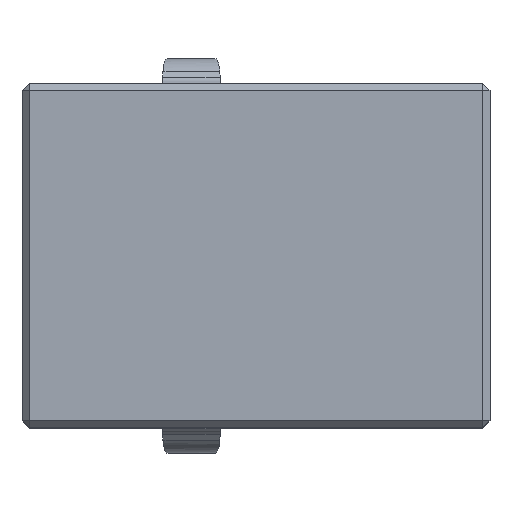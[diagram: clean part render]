
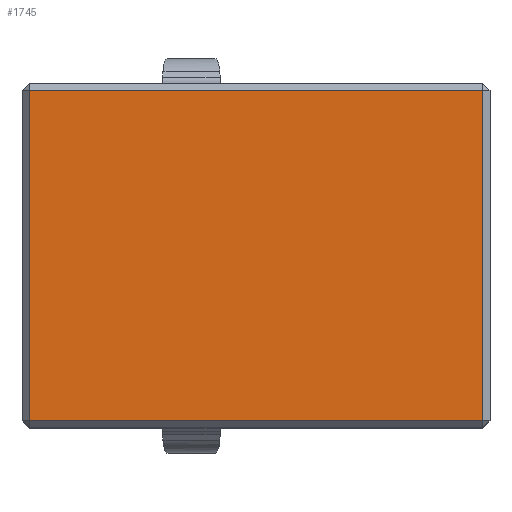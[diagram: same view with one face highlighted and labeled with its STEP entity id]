
A CAD part, top view. The second image highlights one B-rep face of the part: STEP entity #1745.
In plain terms, the highlighted planar face has unit normal (0, 0, 1).
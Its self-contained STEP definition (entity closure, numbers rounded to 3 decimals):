
#107=FACE_OUTER_BOUND('',#214,.T.);
#214=EDGE_LOOP('',(#1323,#1324,#1325,#1326));
#356=LINE('',#2605,#576);
#363=LINE('',#2618,#583);
#365=LINE('',#2621,#585);
#367=LINE('',#2624,#587);
#576=VECTOR('',#2102,10.);
#583=VECTOR('',#2115,10.);
#585=VECTOR('',#2119,10.);
#587=VECTOR('',#2123,10.);
#755=VERTEX_POINT('',#2560);
#763=VERTEX_POINT('',#2586);
#766=VERTEX_POINT('',#2596);
#769=VERTEX_POINT('',#2609);
#950=EDGE_CURVE('',#755,#766,#356,.T.);
#957=EDGE_CURVE('',#766,#769,#363,.T.);
#959=EDGE_CURVE('',#769,#763,#365,.T.);
#961=EDGE_CURVE('',#763,#755,#367,.T.);
#1323=ORIENTED_EDGE('',*,*,#950,.F.);
#1324=ORIENTED_EDGE('',*,*,#961,.F.);
#1325=ORIENTED_EDGE('',*,*,#959,.F.);
#1326=ORIENTED_EDGE('',*,*,#957,.F.);
#1655=PLANE('',#1861);
#1745=ADVANCED_FACE('',(#107),#1655,.T.);
#1861=AXIS2_PLACEMENT_3D('',#2669,#2158,#2159);
#2102=DIRECTION('',(0.,-1.,0.));
#2115=DIRECTION('',(-1.,0.,0.));
#2119=DIRECTION('',(0.,1.,0.));
#2123=DIRECTION('',(1.,0.,0.));
#2158=DIRECTION('center_axis',(0.,0.,1.));
#2159=DIRECTION('ref_axis',(1.,0.,0.));
#2560=CARTESIAN_POINT('',(14.86,4.5,10.8));
#2586=CARTESIAN_POINT('',(-0.94,4.5,10.8));
#2596=CARTESIAN_POINT('',(14.86,-7.,10.8));
#2605=CARTESIAN_POINT('',(14.86,-4.25,10.8));
#2609=CARTESIAN_POINT('',(-0.94,-7.,10.8));
#2618=CARTESIAN_POINT('',(2.885,-7.,10.8));
#2621=CARTESIAN_POINT('',(-0.94,1.75,10.8));
#2624=CARTESIAN_POINT('',(11.035,4.5,10.8));
#2669=CARTESIAN_POINT('Origin',(6.96,-1.25,10.8));
